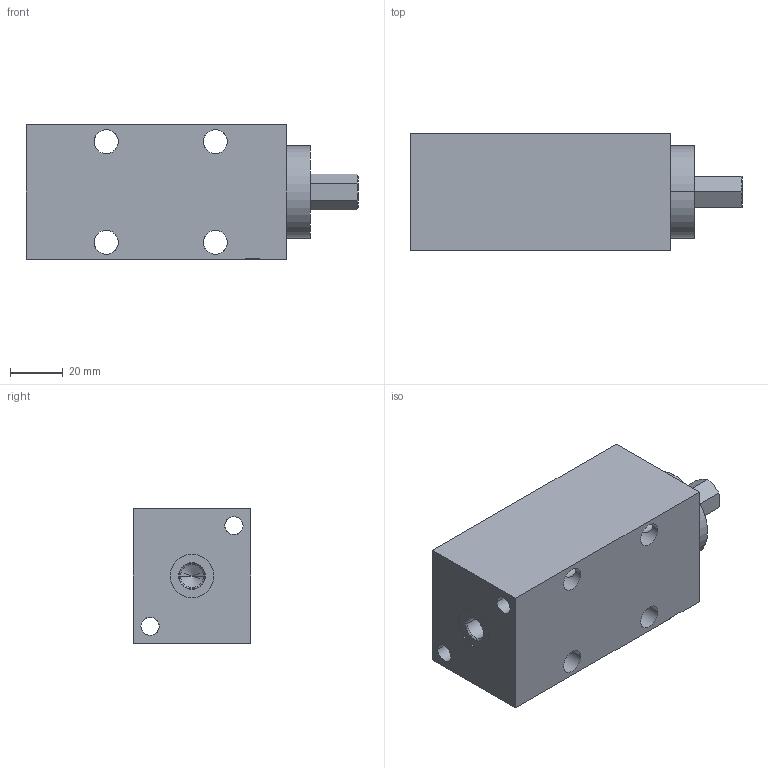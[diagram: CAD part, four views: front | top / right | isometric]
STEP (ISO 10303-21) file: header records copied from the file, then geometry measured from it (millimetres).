
FILE_DESCRIPTION((''),'2;1');
FILE_NAME('ILCM45589000','2006-06-02T',('KR'),(''),'PRO/ENGINEER BY PARAMETRIC TECHNOLOGY CORPORATION, 2004290','PRO/ENGINEER BY PARAMETRIC TECHNOLOGY CORPORATION, 2004290','');
FILE_SCHEMA(('AUTOMOTIVE_DESIGN_CC2 { 1 2 10303 214 -1 1 5 2 }'));
Length unit declared in the file: millimetre
Products named in the file (1): ILCM45589000
Bounding box: 125.6 x 44.45 x 50.8 mm (x, y, z)
Volume: 212020 mm3; surface area: 35199.4 mm2
Topology: 1 solids, 4 shells, 85 faces, 214 edges, 130 vertices
Faces by surface type: cylinder 47, plane 22, cone 16
Entity records: 2943 total; most frequent: CARTESIAN_POINT 752, DIRECTION 444, ORIENTED_EDGE 408, EDGE_CURVE 210, AXIS2_PLACEMENT_3D 176, VERTEX_POINT 130, EDGE_LOOP 108, COLOUR_RGB 105
